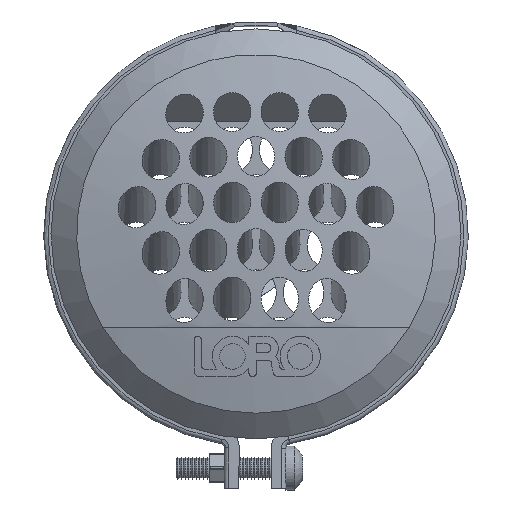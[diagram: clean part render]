
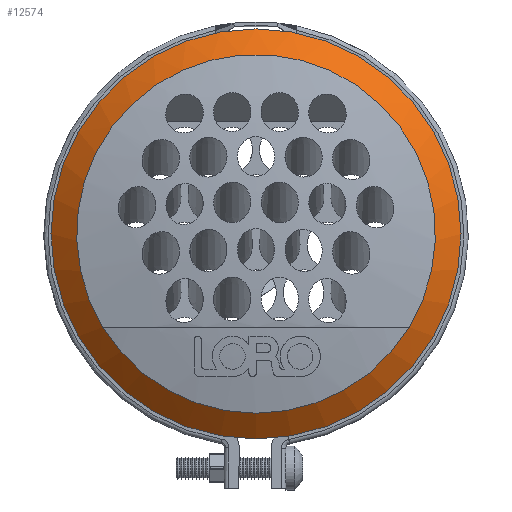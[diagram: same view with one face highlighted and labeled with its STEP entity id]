
A CAD part, top view. The second image highlights one B-rep face of the part: STEP entity #12574.
In plain terms, the highlighted conical face has half-angle 50 degrees and reference radius 525 mm.
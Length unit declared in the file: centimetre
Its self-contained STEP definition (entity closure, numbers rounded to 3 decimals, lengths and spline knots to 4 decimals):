
#624=CIRCLE('',#13278,49.);
#625=CIRCLE('',#13279,49.);
#659=CIRCLE('',#13380,56.);
#660=CIRCLE('',#13382,49.);
#1109=FACE_OUTER_BOUND('',#1834,.T.);
#1834=EDGE_LOOP('',(#9170,#9171,#9172,#9173,#9174,#9175));
#2716=LINE('',#19822,#4093);
#4093=VECTOR('',#14394,52.5);
#5464=VERTEX_POINT('',#18301);
#5465=VERTEX_POINT('',#18302);
#5581=VERTEX_POINT('',#19415);
#5639=VERTEX_POINT('',#19817);
#6866=EDGE_CURVE('',#5465,#5581,#624,.T.);
#6867=EDGE_CURVE('',#5581,#5464,#625,.T.);
#6978=EDGE_CURVE('',#5639,#5639,#659,.T.);
#6980=EDGE_CURVE('',#5464,#5465,#660,.T.);
#6981=EDGE_CURVE('',#5581,#5639,#2716,.T.);
#9170=ORIENTED_EDGE('',*,*,#6980,.F.);
#9171=ORIENTED_EDGE('',*,*,#6867,.F.);
#9172=ORIENTED_EDGE('',*,*,#6981,.T.);
#9173=ORIENTED_EDGE('',*,*,#6978,.T.);
#9174=ORIENTED_EDGE('',*,*,#6981,.F.);
#9175=ORIENTED_EDGE('',*,*,#6866,.F.);
#12372=CONICAL_SURFACE('',#13381,52.5,0.873);
#12574=ADVANCED_FACE('',(#1109),#12372,.T.);
#13278=AXIS2_PLACEMENT_3D('',#19416,#14147,#14148);
#13279=AXIS2_PLACEMENT_3D('',#19417,#14149,#14150);
#13380=AXIS2_PLACEMENT_3D('',#19818,#14387,#14388);
#13381=AXIS2_PLACEMENT_3D('',#19820,#14390,#14391);
#13382=AXIS2_PLACEMENT_3D('',#19821,#14392,#14393);
#14147=DIRECTION('center_axis',(0.,0.,
1.));
#14148=DIRECTION('ref_axis',(0.,1.,0.));
#14149=DIRECTION('center_axis',(0.,0.,
1.));
#14150=DIRECTION('ref_axis',(0.,1.,0.));
#14387=DIRECTION('center_axis',(0.,0.,
1.));
#14388=DIRECTION('ref_axis',(0.,1.,0.));
#14390=DIRECTION('center_axis',(0.,0.,
-1.));
#14391=DIRECTION('ref_axis',(0.,1.,0.));
#14392=DIRECTION('center_axis',(0.,0.,
1.));
#14393=DIRECTION('ref_axis',(0.,1.,0.));
#14394=DIRECTION('',(0.,-0.766,-0.643));
#18301=CARTESIAN_POINT('',(42.0999,43.8956,67.9803));
#18302=CARTESIAN_POINT('',(-41.5872,43.8956,67.9803));
#19415=CARTESIAN_POINT('',(0.2563,20.393,67.9803));
#19416=CARTESIAN_POINT('Origin',(0.2563,69.393,67.9803));
#19417=CARTESIAN_POINT('Origin',(0.2563,69.393,67.9803));
#19817=CARTESIAN_POINT('',(0.2563,13.393,62.1066));
#19818=CARTESIAN_POINT('Origin',(0.2563,69.393,62.1066));
#19820=CARTESIAN_POINT('Origin',(0.2563,69.393,65.0434));
#19821=CARTESIAN_POINT('Origin',(0.2563,69.393,67.9803));
#19822=CARTESIAN_POINT('',(0.2563,16.893,65.0434));
